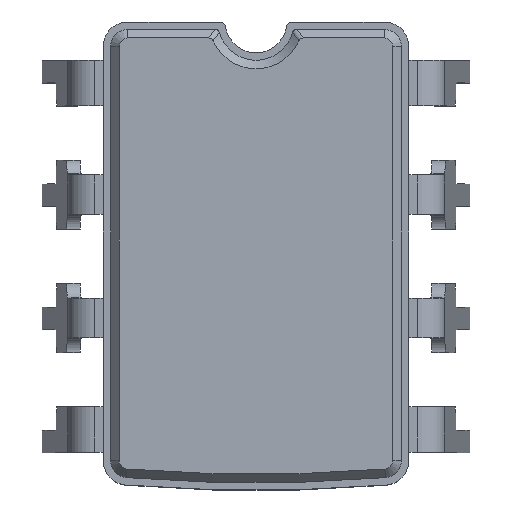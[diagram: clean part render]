
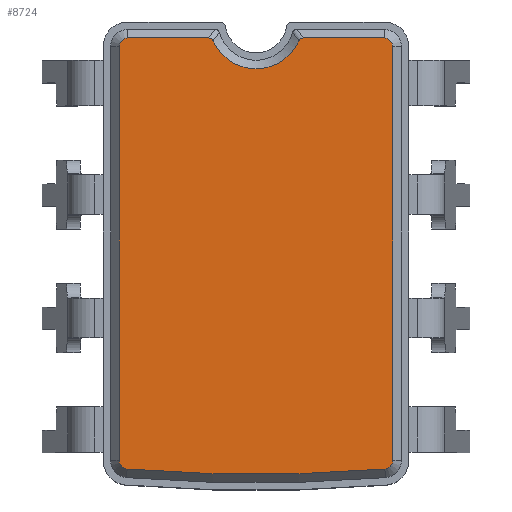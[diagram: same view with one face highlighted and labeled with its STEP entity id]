
A CAD part, top view. The second image highlights one B-rep face of the part: STEP entity #8724.
In plain terms, the highlighted face is planar.
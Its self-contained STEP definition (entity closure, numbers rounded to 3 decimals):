
#7999=CARTESIAN_POINT('',(-4.439,1.27,
0.884));
#8031=CARTESIAN_POINT('',(-4.496,1.27,
-0.971));
#8069=CARTESIAN_POINT('',(-4.496,1.27,
-0.971));
#8070=CARTESIAN_POINT('',(-4.496,1.27,
-0.961));
#8071=CARTESIAN_POINT('',(-4.493,1.27,
-0.943));
#8072=CARTESIAN_POINT('',(-4.482,1.27,
-0.918));
#8073=CARTESIAN_POINT('',(-4.464,1.27,
-0.898));
#8074=CARTESIAN_POINT('',(-4.448,1.27,
-0.888));
#8075=CARTESIAN_POINT('',(-4.439,1.27,
-0.884));
#8080=DIRECTION('',(0.,0.,1.));
#8081=VECTOR('',#8080,1.67);
#8082=CARTESIAN_POINT('',(-4.496,1.27,-2.642));
#8083=LINE('',#8082,#8081);
#8087=CARTESIAN_POINT('',(-4.318,1.27,-2.642));
#8088=DIRECTION('',(0.,1.,0.));
#8089=DIRECTION('',(0.,0.,-1.));
#8090=AXIS2_PLACEMENT_3D('',#8087,#8088,#8089);
#8095=DIRECTION('',(-1.,0.,0.));
#8096=VECTOR('',#8095,8.529);
#8097=CARTESIAN_POINT('',(4.211,1.27,-2.82));
#8098=LINE('',#8097,#8096);
#8102=CARTESIAN_POINT('',(4.211,1.27,-2.642));
#8103=DIRECTION('',(0.,1.,0.));
#8104=DIRECTION('',(0.997,0.,-0.081));
#8105=AXIS2_PLACEMENT_3D('',#8102,#8103,#8104);
#8110=CARTESIAN_POINT('',(-28.194,1.27,0.));
#8111=DIRECTION('',(0.,1.,0.));
#8112=DIRECTION('',(0.997,0.,0.081));
#8113=AXIS2_PLACEMENT_3D('',#8110,#8111,#8112);
#8118=CARTESIAN_POINT('',(4.211,1.27,2.642));
#8119=DIRECTION('',(0.,1.,0.));
#8120=DIRECTION('',(0.,0.,1.));
#8121=AXIS2_PLACEMENT_3D('',#8118,#8119,#8120);
#8126=DIRECTION('',(1.,0.,0.));
#8127=VECTOR('',#8126,8.529);
#8128=CARTESIAN_POINT('',(-4.318,1.27,2.82));
#8129=LINE('',#8128,#8127);
#8133=CARTESIAN_POINT('',(-4.318,1.27,2.642));
#8134=DIRECTION('',(0.,1.,0.));
#8135=DIRECTION('',(-1.,0.,0.));
#8136=AXIS2_PLACEMENT_3D('',#8133,#8134,#8135);
#8141=DIRECTION('',(0.,0.,1.));
#8142=VECTOR('',#8141,1.67);
#8143=CARTESIAN_POINT('',(-4.496,1.27,
0.971));
#8144=LINE('',#8143,#8142);
#8148=CARTESIAN_POINT('',(-4.439,1.27,
0.884));
#8149=CARTESIAN_POINT('',(-4.448,1.27,
0.888));
#8150=CARTESIAN_POINT('',(-4.464,1.27,
0.898));
#8151=CARTESIAN_POINT('',(-4.483,1.27,
0.919));
#8152=CARTESIAN_POINT('',(-4.493,1.27,
0.943));
#8153=CARTESIAN_POINT('',(-4.496,1.27,
0.961));
#8154=CARTESIAN_POINT('',(-4.496,1.27,
0.971));
#8159=CARTESIAN_POINT('',(-4.826,1.27,0.));
#8160=DIRECTION('',(0.,-1.,0.));
#8161=DIRECTION('',(0.401,0.,-0.916));
#8162=AXIS2_PLACEMENT_3D('',#8159,#8160,#8161);
#8318=CARTESIAN_POINT('',(-4.318,1.27,2.82));
#8319=CARTESIAN_POINT('',(4.211,1.27,2.82));
#8320=VERTEX_POINT('',#8318);
#8321=VERTEX_POINT('',#8319);
#8322=CARTESIAN_POINT('',(4.388,1.27,2.656));
#8323=VERTEX_POINT('',#8322);
#8324=CARTESIAN_POINT('',(4.388,1.27,-2.656));
#8325=VERTEX_POINT('',#8324);
#8326=CARTESIAN_POINT('',(4.211,1.27,-2.82));
#8327=VERTEX_POINT('',#8326);
#8328=CARTESIAN_POINT('',(-4.318,1.27,-2.82));
#8329=VERTEX_POINT('',#8328);
#8330=CARTESIAN_POINT('',(-4.496,1.27,-2.642));
#8331=VERTEX_POINT('',#8330);
#8332=CARTESIAN_POINT('',(-4.496,1.27,2.642));
#8333=VERTEX_POINT('',#8332);
#8366=VERTEX_POINT('',#8031);
#8368=VERTEX_POINT('',#8075);
#8370=VERTEX_POINT('',#7999);
#8372=VERTEX_POINT('',#8154);
#8697=CARTESIAN_POINT('',(0.,1.27,0.));
#8698=DIRECTION('',(0.,1.,0.));
#8699=DIRECTION('',(1.,0.,0.));
#8700=AXIS2_PLACEMENT_3D('',#8697,#8698,#8699);
#8701=PLANE('',#8700);
#8702=ORIENTED_EDGE('',*,*,#8662,.F.);
#8703=ORIENTED_EDGE('',*,*,#8678,.F.);
#8704=ORIENTED_EDGE('',*,*,#8688,.F.);
#8706=ORIENTED_EDGE('',*,*,#8705,.F.);
#8708=ORIENTED_EDGE('',*,*,#8707,.F.);
#8710=ORIENTED_EDGE('',*,*,#8709,.F.);
#8712=ORIENTED_EDGE('',*,*,#8711,.F.);
#8714=ORIENTED_EDGE('',*,*,#8713,.F.);
#8716=ORIENTED_EDGE('',*,*,#8715,.F.);
#8718=ORIENTED_EDGE('',*,*,#8717,.F.);
#8720=ORIENTED_EDGE('',*,*,#8719,.F.);
#8721=ORIENTED_EDGE('',*,*,#8627,.F.);
#8722=EDGE_LOOP('',(#8702,#8703,#8704,#8706,#8708,#8710,#8712,#8714,#8716,#8718,
#8720,#8721));
#8723=FACE_OUTER_BOUND('',#8722,.F.);
#8724=ADVANCED_FACE('',(#8723),#8701,.T.);
#8076=B_SPLINE_CURVE_WITH_KNOTS('',3,(#8069,#8070,#8071,#8072,#8073,#8074,
#8075),.UNSPECIFIED.,.F.,.F.,(4,1,1,1,4),(0.,0.25,0.5,0.75,1.),
.UNSPECIFIED.);
#8091=CIRCLE('',#8090,0.178);
#8106=CIRCLE('',#8105,0.178);
#8114=CIRCLE('',#8113,32.69);
#8122=CIRCLE('',#8121,0.178);
#8137=CIRCLE('',#8136,0.178);
#8155=B_SPLINE_CURVE_WITH_KNOTS('',3,(#8148,#8149,#8150,#8151,#8152,#8153,
#8154),.UNSPECIFIED.,.F.,.F.,(4,1,1,1,4),(0.,0.25,0.5,0.75,1.),
.UNSPECIFIED.);
#8163=CIRCLE('',#8162,0.965);
#8627=EDGE_CURVE('',#8368,#8370,#8163,.T.);
#8662=EDGE_CURVE('',#8366,#8368,#8076,.T.);
#8678=EDGE_CURVE('',#8331,#8366,#8083,.T.);
#8688=EDGE_CURVE('',#8329,#8331,#8091,.T.);
#8705=EDGE_CURVE('',#8327,#8329,#8098,.T.);
#8707=EDGE_CURVE('',#8325,#8327,#8106,.T.);
#8709=EDGE_CURVE('',#8323,#8325,#8114,.T.);
#8711=EDGE_CURVE('',#8321,#8323,#8122,.T.);
#8713=EDGE_CURVE('',#8320,#8321,#8129,.T.);
#8715=EDGE_CURVE('',#8333,#8320,#8137,.T.);
#8717=EDGE_CURVE('',#8372,#8333,#8144,.T.);
#8719=EDGE_CURVE('',#8370,#8372,#8155,.T.);
